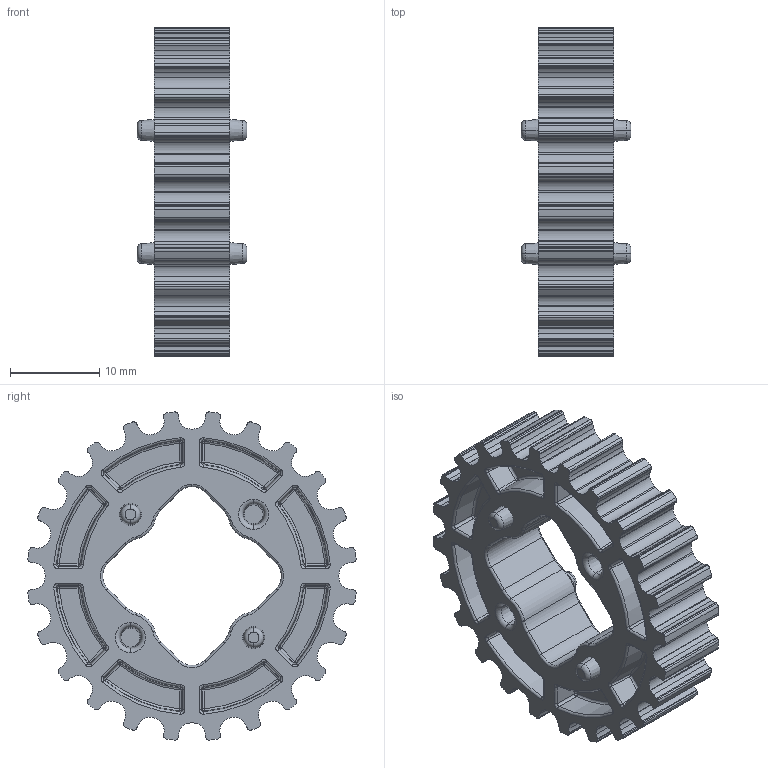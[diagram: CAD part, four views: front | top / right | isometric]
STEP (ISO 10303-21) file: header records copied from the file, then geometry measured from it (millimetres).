
FILE_DESCRIPTION (( 'STEP AP214' ), '1' );
FILE_NAME ('am-3404 24 tooth HTD pulley extender REV2.STEP', '2016-09-09T00:28:03', ( '' ), ( '' ), 'SwSTEP 2.0', 'SolidWorks 2014', '' );
FILE_SCHEMA (( 'AUTOMOTIVE_DESIGN' ));
Length unit declared in the file: inch
Products named in the file (1): am-3404 24 tooth HTD pulley extender REV2
Bounding box: 12.31 x 36.83 x 36.84 mm (x, y, z)
Volume: 4976 mm3; surface area: 4485 mm2
Topology: 1 solids, 1 shells, 951 faces, 2367 edges, 1442 vertices
Faces by surface type: cylinder 483, bspline 128, torus 114, plane 90, sphere 88, cone 48
Entity records: 30789 total; most frequent: CARTESIAN_POINT 7961, DIRECTION 5211, ORIENTED_EDGE 4734, EDGE_CURVE 2367, AXIS2_PLACEMENT_3D 2276, CIRCLE 1452, VERTEX_POINT 1442, EDGE_LOOP 977
